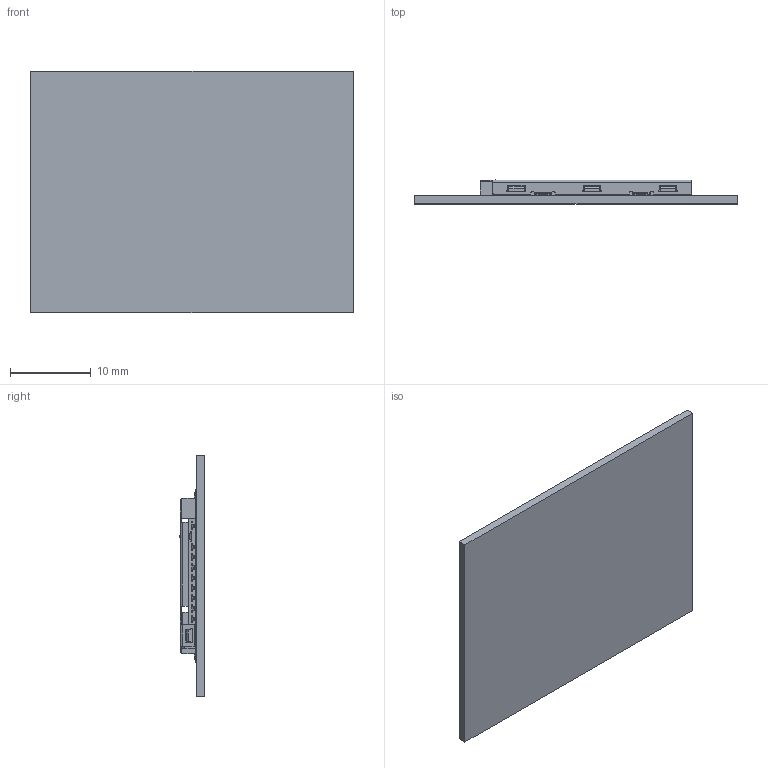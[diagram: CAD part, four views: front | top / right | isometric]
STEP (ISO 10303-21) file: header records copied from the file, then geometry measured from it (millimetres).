
FILE_DESCRIPTION((''),'2;1');
FILE_NAME('SIM_PUSH_1_9H_ASM','2015-08-19T',('Administrator'),(''),'PRO/ENGINEER BY PARAMETRIC TECHNOLOGY CORPORATION, 2014320','PRO/ENGINEER BY PARAMETRIC TECHNOLOGY CORPORATION, 2014320','');
FILE_SCHEMA(('CONFIG_CONTROL_DESIGN'));
Length unit declared in the file: millimetre
Products named in the file (11): SIM_HOUSING_PUSH_1_9; SIM_PIN_B_PUSH_1_9H; SIM_PIN_B_B1_PUSH_1_9; SIM_PIN_A_PUSH_1_9; SIM_CD_PIN_PUSH_1_9; SIM_SLIDER_PUSH_1_9; SIM_SHELL_PUSH_1_9; SIM_PUSH_1_9SPRING; SIM_BAR_PUSH_1_9; SIM_PUSH_1_9_PCB; SIM_PUSH_1_9H_ASM
Assembly tree (16 placements, depth 2):
  SIM_PUSH_1_9H_ASM
    SIM_HOUSING_PUSH_1_9
    SIM_PIN_B_PUSH_1_9H  x4
    SIM_PIN_B_B1_PUSH_1_9
    SIM_PIN_A_PUSH_1_9  x4
    SIM_CD_PIN_PUSH_1_9
    SIM_SLIDER_PUSH_1_9
    SIM_SHELL_PUSH_1_9
    SIM_PUSH_1_9SPRING
    SIM_BAR_PUSH_1_9
    SIM_PUSH_1_9_PCB
Bounding box: 40 x 3.05 x 30 mm (x, y, z)
Volume: 1665.4 mm3; surface area: 5559.8 mm2
Topology: 16 solids, 16 shells, 1470 faces, 3747 edges, 2324 vertices
Faces by surface type: plane 1008, cylinder 378, bspline 70, torus 14
Entity records: 38205 total; most frequent: CARTESIAN_POINT 13890, ORIENTED_EDGE 5064, DIRECTION 4800, EDGE_CURVE 2532, VECTOR 1978, LINE 1978, VERTEX_POINT 1586, AXIS2_PLACEMENT_3D 1411
